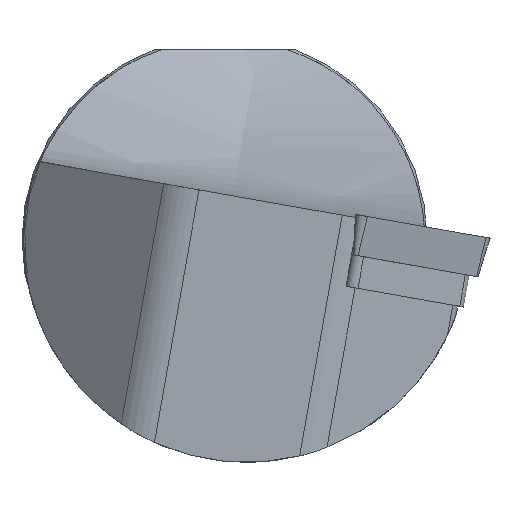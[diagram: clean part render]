
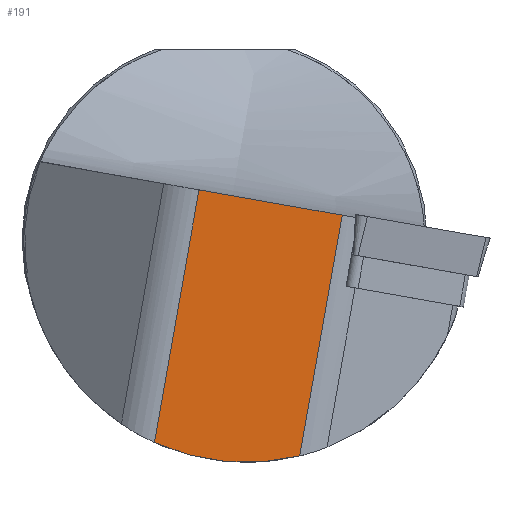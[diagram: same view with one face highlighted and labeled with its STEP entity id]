
A CAD part, left-side view. The second image highlights one B-rep face of the part: STEP entity #191.
In plain terms, the highlighted planar face has unit normal (-1, 0, 0).
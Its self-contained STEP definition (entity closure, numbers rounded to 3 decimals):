
#167=B_SPLINE_CURVE_WITH_KNOTS('',3,(#1754,#1755,#1756,#1757,#1758,#1759,
#1760),.UNSPECIFIED.,.F.,.F.,(4,3,4),(0.,0.082,1.),
 .UNSPECIFIED.);
#191=ADVANCED_FACE('',(#260),#227,.F.);
#227=PLANE('',#944);
#260=FACE_OUTER_BOUND('',#307,.T.);
#307=EDGE_LOOP('',(#542,#543,#544,#545));
#357=LINE('',#2083,#411);
#358=LINE('',#2087,#412);
#411=VECTOR('',#1072,1.);
#412=VECTOR('',#1077,1.);
#542=ORIENTED_EDGE('',*,*,#830,.T.);
#543=ORIENTED_EDGE('',*,*,#831,.T.);
#544=ORIENTED_EDGE('',*,*,#832,.F.);
#545=ORIENTED_EDGE('',*,*,#824,.T.);
#731=VERTEX_POINT('',#1753);
#732=VERTEX_POINT('',#1761);
#735=VERTEX_POINT('',#2082);
#736=VERTEX_POINT('',#2086);
#824=EDGE_CURVE('',#732,#731,#167,.T.);
#830=EDGE_CURVE('',#731,#735,#357,.T.);
#831=EDGE_CURVE('',#735,#736,#896,.T.);
#832=EDGE_CURVE('',#732,#736,#358,.T.);
#896=CIRCLE('',#943,22.);
#943=AXIS2_PLACEMENT_3D('',#2085,#1075,#1076);
#944=AXIS2_PLACEMENT_3D('',#2088,#1078,#1079);
#1072=DIRECTION('',(0.,0.174,-0.985));
#1075=DIRECTION('',(-1.,0.,0.));
#1076=DIRECTION('',(0.,1.,0.));
#1077=DIRECTION('',(0.,0.174,-0.985));
#1078=DIRECTION('',(1.,0.,0.));
#1079=DIRECTION('',(0.,1.,0.));
#1753=CARTESIAN_POINT('',(1.5,2.526,4.902));
#1754=CARTESIAN_POINT('',(1.5,-11.614,2.408));
#1755=CARTESIAN_POINT('',(1.5,-11.228,2.476));
#1756=CARTESIAN_POINT('',(1.5,-10.841,2.545));
#1757=CARTESIAN_POINT('',(1.5,-10.454,2.613));
#1758=CARTESIAN_POINT('',(1.5,-6.127,3.376));
#1759=CARTESIAN_POINT('',(1.5,-1.801,4.139));
#1760=CARTESIAN_POINT('',(1.5,2.526,4.902));
#1761=CARTESIAN_POINT('',(1.5,-11.614,2.408));
#2082=CARTESIAN_POINT('',(1.5,6.924,-20.041));
#2083=CARTESIAN_POINT('',(1.5,-82.261,485.752));
#2085=CARTESIAN_POINT('',(1.5,-2.15,0.));
#2086=CARTESIAN_POINT('',(1.5,-7.423,-21.359));
#2087=CARTESIAN_POINT('',(1.5,-96.401,483.258));
#2088=CARTESIAN_POINT('',(1.5,-82.261,485.752));
